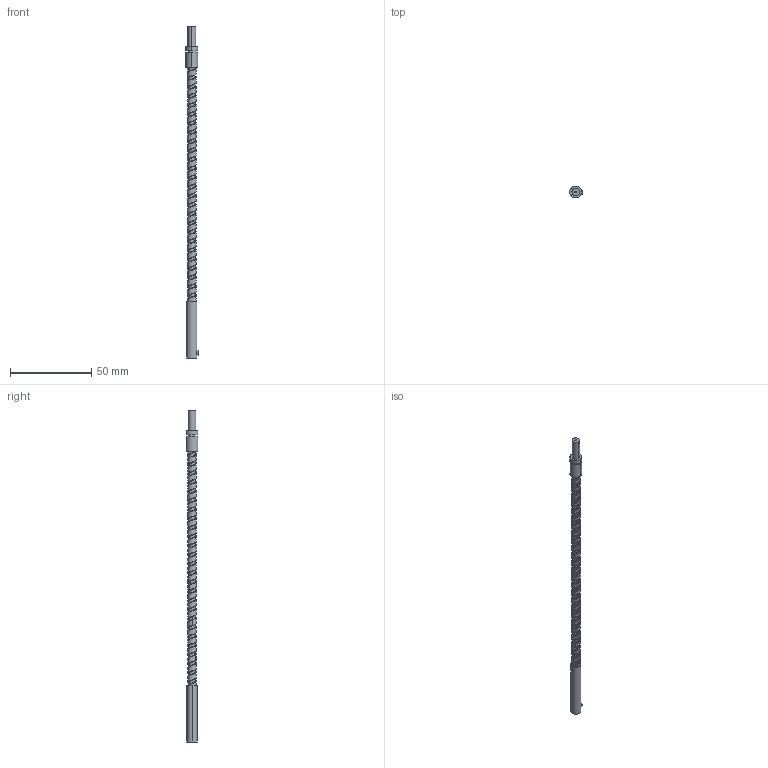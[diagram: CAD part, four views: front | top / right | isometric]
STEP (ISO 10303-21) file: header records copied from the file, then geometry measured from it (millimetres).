
FILE_DESCRIPTION((''),'2;1');
FILE_NAME('161915_ASM','2016-02-09T',('pdmadmin'),(''),'PRO/ENGINEER BY PARAMETRIC TECHNOLOGY CORPORATION, 2013230','PRO/ENGINEER BY PARAMETRIC TECHNOLOGY CORPORATION, 2013230','');
FILE_SCHEMA(('CONFIG_CONTROL_DESIGN'));
Products named in the file (4): 30477; SMETA_-138L_X_-25D_-28H; TERMINUS_-29; 161915_ASM
Assembly tree (3 placements, depth 2):
  161915_ASM
    30477
    SMETA_-138L_X_-25D_-28H
    TERMINUS_-29
Bounding box: 7.62 x 7.37 x 204.47 mm (x, y, z)
Volume: 1912 mm3; surface area: 8376.8 mm2
Topology: 3 solids, 3 shells, 154 faces, 330 edges, 188 vertices
Faces by surface type: bspline 110, cylinder 28, plane 12, cone 4
Entity records: 32463 total; most frequent: CARTESIAN_POINT 29632, ORIENTED_EDGE 660, DIRECTION 366, EDGE_CURVE 330, VERTEX_POINT 188, EDGE_LOOP 162, FACE_OUTER_BOUND 154, ADVANCED_FACE 154
